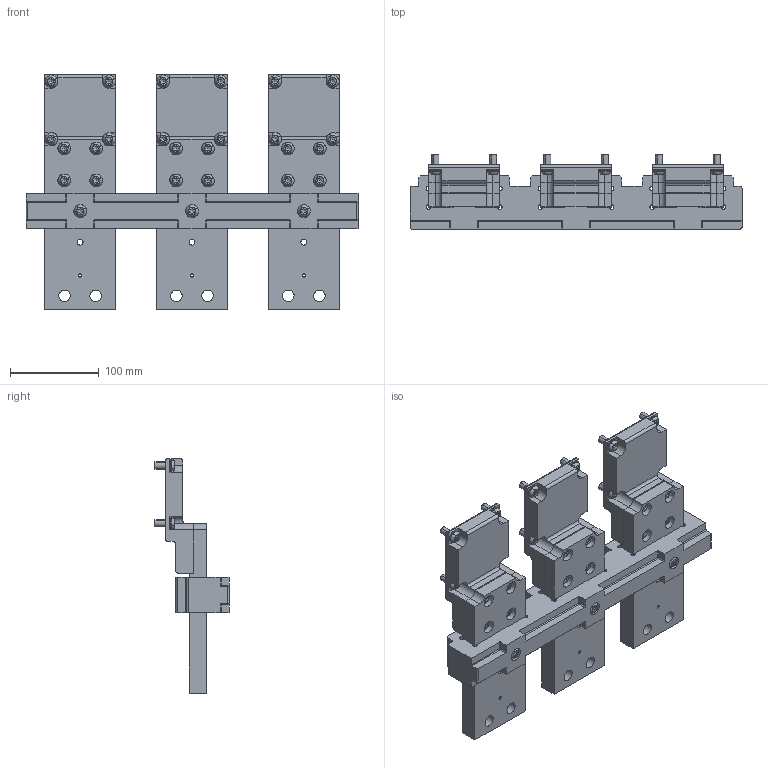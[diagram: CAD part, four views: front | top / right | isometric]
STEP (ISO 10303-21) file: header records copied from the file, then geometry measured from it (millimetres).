
FILE_DESCRIPTION(('CATIA V5 STEP Exchange'),'2;1');
FILE_NAME('1SDH001252R0327_E4.2_III_W_TERMINALS_F_LOWER.stp','2015-05-08T15:11:13+00:00',('none'),('none'),'CATIA Version 5 Release 20 SP 6 (IN-10)','CATIA V5 STEP AP214','none');
FILE_SCHEMA(('AUTOMOTIVE_DESIGN { 1 0 10303 214 1 1 1 1 }'));
Length unit declared in the file: millimetre
Products named in the file (1): 1SDH001252R0327_1PA_001_02_E4.2_III_W_TERMINALS_F_LOWER
Bounding box: 374 x 83.4 x 264 mm (x, y, z)
Volume: 2053683.7 mm3; surface area: 363843.1 mm2
Topology: 61 solids, 61 shells, 1333 faces, 3429 edges, 2209 vertices
Faces by surface type: plane 646, cylinder 501, sphere 132, cone 54
Entity records: 42899 total; most frequent: CARTESIAN_POINT 11522, ORIENTED_EDGE 6702, DIRECTION 5360, EDGE_CURVE 3351, AXIS2_PLACEMENT_3D 2422, VERTEX_POINT 2209, VECTOR 1671, LINE 1671
